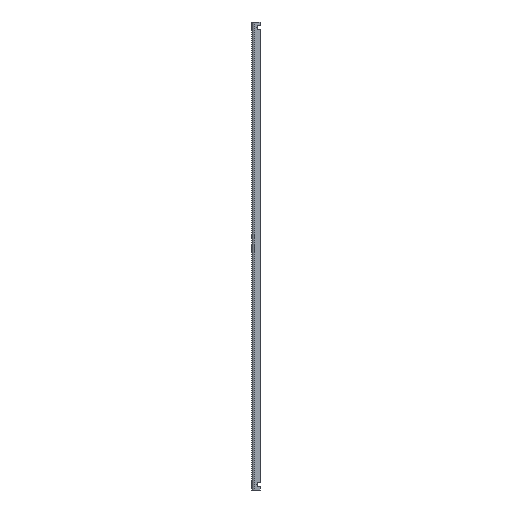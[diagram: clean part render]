
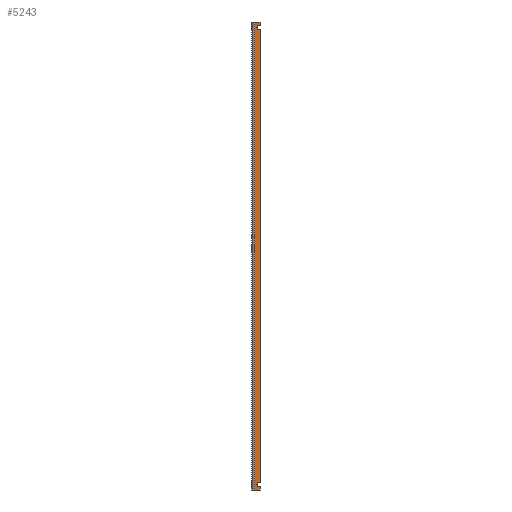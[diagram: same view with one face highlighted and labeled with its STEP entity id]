
A CAD part, left-side view. The second image highlights one B-rep face of the part: STEP entity #5243.
In plain terms, the highlighted planar face has unit normal (-1, 0, 0).
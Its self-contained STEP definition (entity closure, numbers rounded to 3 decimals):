
#54=DIRECTION('',(0.,1.,0.));
#55=VECTOR('',#54,5.);
#56=CARTESIAN_POINT('',(-166.,-7.,-215.75));
#57=LINE('',#56,#55);
#1877=CARTESIAN_POINT('',(-166.,-6.14,-210.75));
#1878=DIRECTION('',(1.,0.,0.));
#1879=DIRECTION('',(0.,-0.43,-0.903));
#1880=AXIS2_PLACEMENT_3D('',#1877,#1878,#1879);
#1887=DIRECTION('',(0.,0.,1.));
#1888=VECTOR('',#1887,3.194);
#1889=CARTESIAN_POINT('',(-166.,-7.,-215.75));
#1890=LINE('',#1889,#1888);
#1891=DIRECTION('',(0.,0.,1.));
#1892=VECTOR('',#1891,3.194);
#1893=CARTESIAN_POINT('',(-166.,-7.,212.556));
#1894=LINE('',#1893,#1892);
#1895=DIRECTION('',(0.,0.,1.));
#1896=VECTOR('',#1895,417.889);
#1897=CARTESIAN_POINT('',(-166.,-7.,-208.944));
#1898=LINE('',#1897,#1896);
#1932=CARTESIAN_POINT('',(-166.,-6.14,210.75));
#1933=DIRECTION('',(1.,0.,0.));
#1934=DIRECTION('',(0.,-0.43,-0.903));
#1935=AXIS2_PLACEMENT_3D('',#1932,#1933,#1934);
#1954=DIRECTION('',(0.,1.,0.));
#1955=VECTOR('',#1954,5.);
#1956=CARTESIAN_POINT('',(-166.,-7.,215.75));
#1957=LINE('',#1956,#1955);
#1989=DIRECTION('',(0.,0.,1.));
#1990=VECTOR('',#1989,431.5);
#1991=CARTESIAN_POINT('',(-166.,-2.,-215.75));
#1992=LINE('',#1991,#1990);
#2173=CARTESIAN_POINT('',(-166.,-7.,-215.75));
#2174=CARTESIAN_POINT('',(-166.,-2.,-215.75));
#2175=VERTEX_POINT('',#2173);
#2176=VERTEX_POINT('',#2174);
#2181=CARTESIAN_POINT('',(-166.,-7.,215.75));
#2182=CARTESIAN_POINT('',(-166.,-2.,215.75));
#2183=VERTEX_POINT('',#2181);
#2184=VERTEX_POINT('',#2182);
#2214=CARTESIAN_POINT('',(-166.,-7.,212.556));
#2216=VERTEX_POINT('',#2214);
#2218=CARTESIAN_POINT('',(-166.,-7.,208.944));
#2220=VERTEX_POINT('',#2218);
#2221=CARTESIAN_POINT('',(-166.,-7.,-212.556));
#2223=VERTEX_POINT('',#2221);
#2225=CARTESIAN_POINT('',(-166.,-7.,-208.944));
#2227=VERTEX_POINT('',#2225);
#5222=CARTESIAN_POINT('',(-166.,-7.,-215.75));
#5223=DIRECTION('',(1.,0.,0.));
#5224=DIRECTION('',(0.,1.,0.));
#5225=AXIS2_PLACEMENT_3D('',#5222,#5223,#5224);
#5226=PLANE('',#5225);
#5227=ORIENTED_EDGE('',*,*,#5212,.F.);
#5229=ORIENTED_EDGE('',*,*,#5228,.F.);
#5230=ORIENTED_EDGE('',*,*,#2766,.T.);
#5232=ORIENTED_EDGE('',*,*,#5231,.T.);
#5234=ORIENTED_EDGE('',*,*,#5233,.F.);
#5236=ORIENTED_EDGE('',*,*,#5235,.F.);
#5238=ORIENTED_EDGE('',*,*,#5237,.F.);
#5240=ORIENTED_EDGE('',*,*,#5239,.F.);
#5241=EDGE_LOOP('',(#5227,#5229,#5230,#5232,#5234,#5236,#5238,#5240));
#5242=FACE_OUTER_BOUND('',#5241,.F.);
#5243=ADVANCED_FACE('',(#5242),#5226,.F.);
#1881=CIRCLE('',#1880,2.);
#1936=CIRCLE('',#1935,2.);
#2766=EDGE_CURVE('',#2175,#2176,#57,.T.);
#5212=EDGE_CURVE('',#2223,#2227,#1881,.T.);
#5228=EDGE_CURVE('',#2175,#2223,#1890,.T.);
#5231=EDGE_CURVE('',#2176,#2184,#1992,.T.);
#5233=EDGE_CURVE('',#2183,#2184,#1957,.T.);
#5235=EDGE_CURVE('',#2216,#2183,#1894,.T.);
#5237=EDGE_CURVE('',#2220,#2216,#1936,.T.);
#5239=EDGE_CURVE('',#2227,#2220,#1898,.T.);
